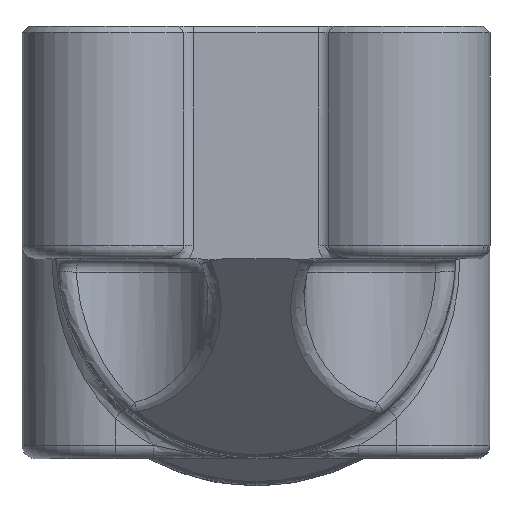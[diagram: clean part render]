
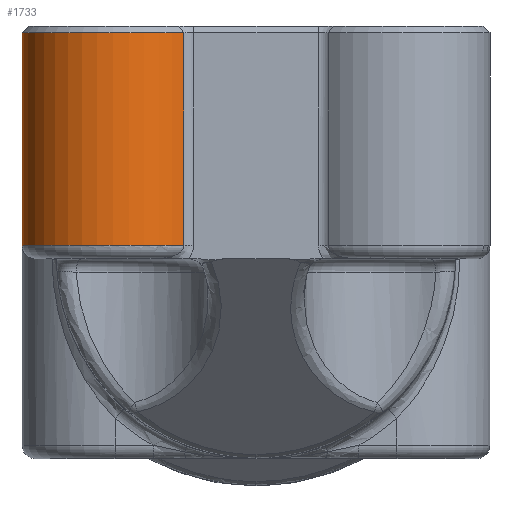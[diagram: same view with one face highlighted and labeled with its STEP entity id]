
A CAD part, top view. The second image highlights one B-rep face of the part: STEP entity #1733.
In plain terms, the highlighted cylindrical face has radius 7 mm (diameter 14 mm), a partial arc.
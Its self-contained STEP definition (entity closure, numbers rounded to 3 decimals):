
#46=LINE('',#3548,#100);
#47=LINE('',#3552,#101);
#100=VECTOR('',#2196,1000.);
#101=VECTOR('',#2199,1000.);
#170=CYLINDRICAL_SURFACE('',#1916,7.);
#508=ORIENTED_EDGE('',*,*,#983,.T.);
#509=ORIENTED_EDGE('',*,*,#984,.T.);
#510=ORIENTED_EDGE('',*,*,#985,.T.);
#511=ORIENTED_EDGE('',*,*,#882,.T.);
#882=EDGE_CURVE('',#1138,#1137,#1299,.T.);
#983=EDGE_CURVE('',#1137,#1225,#46,.T.);
#984=EDGE_CURVE('',#1225,#1226,#1329,.T.);
#985=EDGE_CURVE('',#1226,#1138,#47,.T.);
#1137=VERTEX_POINT('',#2457);
#1138=VERTEX_POINT('',#2459);
#1225=VERTEX_POINT('',#3549);
#1226=VERTEX_POINT('',#3551);
#1299=CIRCLE('',#1857,7.);
#1329=CIRCLE('',#1917,7.);
#1427=EDGE_LOOP('',(#508,#509,#510,#511));
#1583=FACE_BOUND('',#1427,.T.);
#1733=ADVANCED_FACE('',(#1583),#170,.T.);
#1857=AXIS2_PLACEMENT_3D('',#2458,#2058,#2059);
#1916=AXIS2_PLACEMENT_3D('',#3547,#2194,#2195);
#1917=AXIS2_PLACEMENT_3D('',#3550,#2197,#2198);
#2058=DIRECTION('',(0.,1.,0.));
#2059=DIRECTION('',(0.,0.,1.));
#2194=DIRECTION('',(0.,-1.,0.));
#2195=DIRECTION('',(0.,0.,-1.));
#2196=DIRECTION('',(0.,1.,0.));
#2197=DIRECTION('',(0.,-1.,0.));
#2198=DIRECTION('',(0.,0.,1.));
#2199=DIRECTION('',(0.,-1.,0.));
#2457=CARTESIAN_POINT('',(-5.437,1.,55.326));
#2458=CARTESIAN_POINT('',(-10.607,1.,50.607));
#2459=CARTESIAN_POINT('',(-15.326,1.,45.437));
#3547=CARTESIAN_POINT('',(-10.607,17.5,50.607));
#3548=CARTESIAN_POINT('',(-5.437,17.5,55.326));
#3549=CARTESIAN_POINT('',(-5.437,17.,55.326));
#3550=CARTESIAN_POINT('',(-10.607,17.,50.607));
#3551=CARTESIAN_POINT('',(-15.326,17.,45.437));
#3552=CARTESIAN_POINT('',(-15.326,17.5,45.437));
